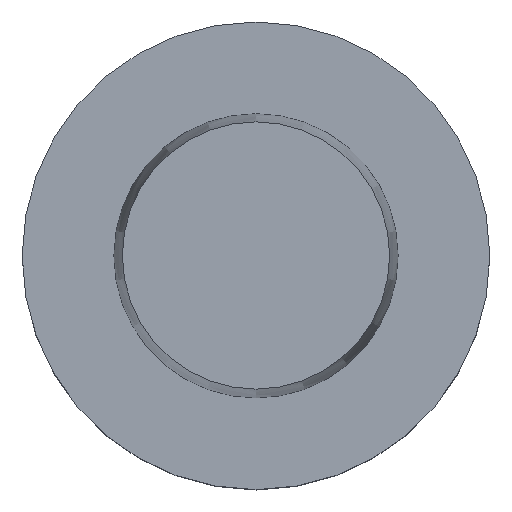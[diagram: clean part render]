
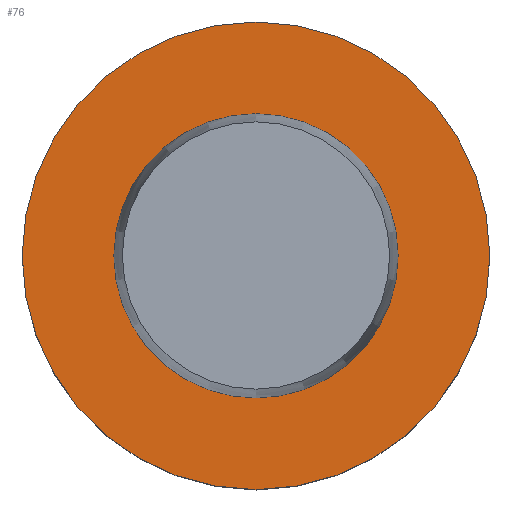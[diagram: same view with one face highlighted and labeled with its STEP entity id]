
A CAD part, top view. The second image highlights one B-rep face of the part: STEP entity #76.
In plain terms, the highlighted planar face has unit normal (0, 0, 1).
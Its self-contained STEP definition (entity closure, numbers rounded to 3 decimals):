
#76=ADVANCED_FACE('',(#100,#101),#102,.T.);
#100=FACE_OUTER_BOUND('',#161,.T.);
#101=FACE_BOUND('',#162,.T.);
#102=PLANE('',#163);
#161=EDGE_LOOP('',(#224));
#162=EDGE_LOOP('',(#225));
#163=AXIS2_PLACEMENT_3D('',#226,#227,#228);
#224=ORIENTED_EDGE('',*,*,#324,.F.);
#225=ORIENTED_EDGE('',*,*,#322,.T.);
#226=CARTESIAN_POINT('',(0.,25.325,0.));
#227=DIRECTION('',(0.,0.,1.0));
#228=DIRECTION('',(0.,-1.0,0.));
#322=EDGE_CURVE('',#342,#342,#343,.T.);
#324=EDGE_CURVE('',#346,#346,#347,.T.);
#342=VERTEX_POINT('',#382);
#343=CIRCLE('',#383,19.15);
#346=VERTEX_POINT('',#386);
#347=CIRCLE('',#387,31.5);
#382=CARTESIAN_POINT('',(0.,19.15,0.));
#383=AXIS2_PLACEMENT_3D('',#422,#423,#424);
#386=CARTESIAN_POINT('',(0.,31.5,0.));
#387=AXIS2_PLACEMENT_3D('',#428,#429,#430);
#422=CARTESIAN_POINT('',(0.0,0.0,0.0));
#423=DIRECTION('',(0.,0.,-1.0));
#424=DIRECTION('',(0.,1.0,0.));
#428=CARTESIAN_POINT('',(0.0,0.0,0.0));
#429=DIRECTION('',(0.,0.,-1.0));
#430=DIRECTION('',(0.,1.0,0.));
